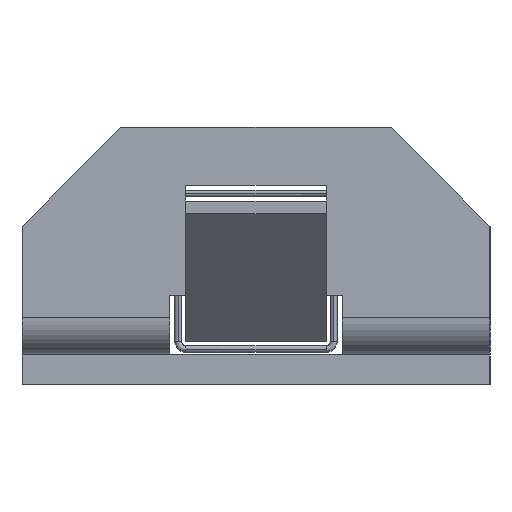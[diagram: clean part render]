
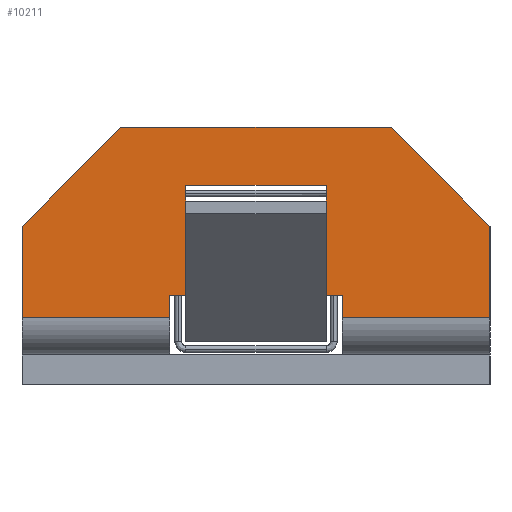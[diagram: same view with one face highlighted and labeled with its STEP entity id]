
A CAD part, left-side view. The second image highlights one B-rep face of the part: STEP entity #10211.
In plain terms, the highlighted free-form (B-spline) face has degree [1, 1] with [2, 2] control points.
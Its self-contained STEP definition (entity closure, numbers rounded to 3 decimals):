
#9878 = VERTEX_POINT('',#9879);
#9879 = CARTESIAN_POINT('',(-27.015,15.008,
    11.766));
#9884 = EDGE_CURVE('',#9885,#9878,#9887,.T.);
#9885 = VERTEX_POINT('',#9886);
#9886 = CARTESIAN_POINT('',(-27.015,15.008,
    5.736));
#9887 = B_SPLINE_CURVE_WITH_KNOTS('',1,(#9888,#9889),.UNSPECIFIED.,.F.,
  .F.,(2,2),(-11.371,-4.992),.PIECEWISE_BEZIER_KNOTS.);
#9888 = CARTESIAN_POINT('',(-27.015,15.008,
    5.736));
#9889 = CARTESIAN_POINT('',(-27.015,15.008,
    11.766));
#10039 = VERTEX_POINT('',#10040);
#10040 = CARTESIAN_POINT('',(-27.015,6.003,
    5.736));
#10045 = EDGE_CURVE('',#10046,#10039,#10048,.T.);
#10046 = VERTEX_POINT('',#10047);
#10047 = CARTESIAN_POINT('',(-27.015,6.003,
    11.766));
#10048 = B_SPLINE_CURVE_WITH_KNOTS('',1,(#10049,#10050),.UNSPECIFIED.,
  .F.,.F.,(2,2),(-6.379,0.),.PIECEWISE_BEZIER_KNOTS.);
#10049 = CARTESIAN_POINT('',(-27.015,6.003,
    11.766));
#10050 = CARTESIAN_POINT('',(-27.015,6.003,
    5.736));
#10211 = ADVANCED_FACE('',(#10212),#10310,.F.);
#10212 = FACE_BOUND('',#10213,.T.);
#10213 = EDGE_LOOP('',(#10214,#10223,#10230,#10237,#10244,#10251,#10256,
    #10257,#10264,#10271,#10276,#10277,#10284,#10291,#10298,#10305));
#10214 = ORIENTED_EDGE('',*,*,#10215,.T.);
#10215 = EDGE_CURVE('',#10216,#10218,#10220,.T.);
#10216 = VERTEX_POINT('',#10217);
#10217 = CARTESIAN_POINT('',(-27.015,1.829,
    16.486));
#10218 = VERTEX_POINT('',#10219);
#10219 = CARTESIAN_POINT('',(-27.015,19.183,
    16.486));
#10220 = B_SPLINE_CURVE_WITH_KNOTS('',1,(#10221,#10222),.UNSPECIFIED.,
  .F.,.F.,(2,2),(-4.415,13.94),.PIECEWISE_BEZIER_KNOTS.);
#10221 = CARTESIAN_POINT('',(-27.015,1.829,
    16.486));
#10222 = CARTESIAN_POINT('',(-27.015,19.183,
    16.486));
#10223 = ORIENTED_EDGE('',*,*,#10224,.T.);
#10224 = EDGE_CURVE('',#10218,#10225,#10227,.T.);
#10225 = VERTEX_POINT('',#10226);
#10226 = CARTESIAN_POINT('',(-27.015,25.514,
    10.155));
#10227 = B_SPLINE_CURVE_WITH_KNOTS('',1,(#10228,#10229),.UNSPECIFIED.,
  .F.,.F.,(2,2),(-9.471,0.),.PIECEWISE_BEZIER_KNOTS.);
#10228 = CARTESIAN_POINT('',(-27.015,19.183,
    16.486));
#10229 = CARTESIAN_POINT('',(-27.015,25.514,
    10.155));
#10230 = ORIENTED_EDGE('',*,*,#10231,.F.);
#10231 = EDGE_CURVE('',#10232,#10225,#10234,.T.);
#10232 = VERTEX_POINT('',#10233);
#10233 = CARTESIAN_POINT('',(-27.015,25.514,
    4.295));
#10234 = B_SPLINE_CURVE_WITH_KNOTS('',1,(#10235,#10236),.UNSPECIFIED.,
  .F.,.F.,(2,2),(-12.895,-6.697),.PIECEWISE_BEZIER_KNOTS.);
#10235 = CARTESIAN_POINT('',(-27.015,25.514,
    4.295));
#10236 = CARTESIAN_POINT('',(-27.015,25.514,
    10.155));
#10237 = ORIENTED_EDGE('',*,*,#10238,.T.);
#10238 = EDGE_CURVE('',#10232,#10239,#10241,.T.);
#10239 = VERTEX_POINT('',#10240);
#10240 = CARTESIAN_POINT('',(-27.015,16.031,
    4.295));
#10241 = B_SPLINE_CURVE_WITH_KNOTS('',1,(#10242,#10243),.UNSPECIFIED.,
  .F.,.F.,(2,2),(-0.,10.031),.PIECEWISE_BEZIER_KNOTS.);
#10242 = CARTESIAN_POINT('',(-27.015,25.514,
    4.295));
#10243 = CARTESIAN_POINT('',(-27.015,16.031,
    4.295));
#10244 = ORIENTED_EDGE('',*,*,#10245,.T.);
#10245 = EDGE_CURVE('',#10239,#10246,#10248,.T.);
#10246 = VERTEX_POINT('',#10247);
#10247 = CARTESIAN_POINT('',(-27.015,16.031,
    5.736));
#10248 = B_SPLINE_CURVE_WITH_KNOTS('',1,(#10249,#10250),.UNSPECIFIED.,
  .F.,.F.,(2,2),(-12.895,-11.371),.PIECEWISE_BEZIER_KNOTS.);
#10249 = CARTESIAN_POINT('',(-27.015,16.031,
    4.295));
#10250 = CARTESIAN_POINT('',(-27.015,16.031,
    5.736));
#10251 = ORIENTED_EDGE('',*,*,#10252,.T.);
#10252 = EDGE_CURVE('',#10246,#9885,#10253,.T.);
#10253 = B_SPLINE_CURVE_WITH_KNOTS('',1,(#10254,#10255),.UNSPECIFIED.,
  .F.,.F.,(2,2),(-0.,1.082),.PIECEWISE_BEZIER_KNOTS.);
#10254 = CARTESIAN_POINT('',(-27.015,16.031,
    5.736));
#10255 = CARTESIAN_POINT('',(-27.015,15.008,
    5.736));
#10256 = ORIENTED_EDGE('',*,*,#9884,.T.);
#10257 = ORIENTED_EDGE('',*,*,#10258,.T.);
#10258 = EDGE_CURVE('',#9878,#10259,#10261,.T.);
#10259 = VERTEX_POINT('',#10260);
#10260 = CARTESIAN_POINT('',(-27.015,15.008,
    12.792));
#10261 = B_SPLINE_CURVE_WITH_KNOTS('',1,(#10262,#10263),.UNSPECIFIED.,
  .F.,.F.,(2,2),(0.,1.085),
  .PIECEWISE_BEZIER_KNOTS.);
#10262 = CARTESIAN_POINT('',(-27.015,15.008,
    11.766));
#10263 = CARTESIAN_POINT('',(-27.015,15.008,
    12.792));
#10264 = ORIENTED_EDGE('',*,*,#10265,.F.);
#10265 = EDGE_CURVE('',#10266,#10259,#10268,.T.);
#10266 = VERTEX_POINT('',#10267);
#10267 = CARTESIAN_POINT('',(-27.015,6.003,
    12.792));
#10268 = B_SPLINE_CURVE_WITH_KNOTS('',1,(#10269,#10270),.UNSPECIFIED.,
  .F.,.F.,(2,2),(0.,9.525),.PIECEWISE_BEZIER_KNOTS.);
#10269 = CARTESIAN_POINT('',(-27.015,6.003,
    12.792));
#10270 = CARTESIAN_POINT('',(-27.015,15.008,
    12.792));
#10271 = ORIENTED_EDGE('',*,*,#10272,.F.);
#10272 = EDGE_CURVE('',#10046,#10266,#10273,.T.);
#10273 = B_SPLINE_CURVE_WITH_KNOTS('',1,(#10274,#10275),.UNSPECIFIED.,
  .F.,.F.,(2,2),(0.,1.085),.PIECEWISE_BEZIER_KNOTS.);
#10274 = CARTESIAN_POINT('',(-27.015,6.003,
    11.766));
#10275 = CARTESIAN_POINT('',(-27.015,6.003,
    12.792));
#10276 = ORIENTED_EDGE('',*,*,#10045,.T.);
#10277 = ORIENTED_EDGE('',*,*,#10278,.F.);
#10278 = EDGE_CURVE('',#10279,#10039,#10281,.T.);
#10279 = VERTEX_POINT('',#10280);
#10280 = CARTESIAN_POINT('',(-27.015,4.98,
    5.736));
#10281 = B_SPLINE_CURVE_WITH_KNOTS('',1,(#10282,#10283),.UNSPECIFIED.,
  .F.,.F.,(2,2),(0.,1.082),.PIECEWISE_BEZIER_KNOTS.);
#10282 = CARTESIAN_POINT('',(-27.015,4.98,
    5.736));
#10283 = CARTESIAN_POINT('',(-27.015,6.003,
    5.736));
#10284 = ORIENTED_EDGE('',*,*,#10285,.T.);
#10285 = EDGE_CURVE('',#10279,#10286,#10288,.T.);
#10286 = VERTEX_POINT('',#10287);
#10287 = CARTESIAN_POINT('',(-27.015,4.98,
    4.295));
#10288 = B_SPLINE_CURVE_WITH_KNOTS('',1,(#10289,#10290),.UNSPECIFIED.,
  .F.,.F.,(2,2),(-1.524,0.),.PIECEWISE_BEZIER_KNOTS.);
#10289 = CARTESIAN_POINT('',(-27.015,4.98,
    5.736));
#10290 = CARTESIAN_POINT('',(-27.015,4.98,
    4.295));
#10291 = ORIENTED_EDGE('',*,*,#10292,.F.);
#10292 = EDGE_CURVE('',#10293,#10286,#10295,.T.);
#10293 = VERTEX_POINT('',#10294);
#10294 = CARTESIAN_POINT('',(-27.015,-4.502,
    4.295));
#10295 = B_SPLINE_CURVE_WITH_KNOTS('',1,(#10296,#10297),.UNSPECIFIED.,
  .F.,.F.,(2,2),(0.,10.031),.PIECEWISE_BEZIER_KNOTS.);
#10296 = CARTESIAN_POINT('',(-27.015,-4.502,
    4.295));
#10297 = CARTESIAN_POINT('',(-27.015,4.98,
    4.295));
#10298 = ORIENTED_EDGE('',*,*,#10299,.F.);
#10299 = EDGE_CURVE('',#10300,#10293,#10302,.T.);
#10300 = VERTEX_POINT('',#10301);
#10301 = CARTESIAN_POINT('',(-27.015,-4.502,
    10.155));
#10302 = B_SPLINE_CURVE_WITH_KNOTS('',1,(#10303,#10304),.UNSPECIFIED.,
  .F.,.F.,(2,2),(-6.198,0.),.PIECEWISE_BEZIER_KNOTS.);
#10303 = CARTESIAN_POINT('',(-27.015,-4.502,
    10.155));
#10304 = CARTESIAN_POINT('',(-27.015,-4.502,
    4.295));
#10305 = ORIENTED_EDGE('',*,*,#10306,.T.);
#10306 = EDGE_CURVE('',#10300,#10216,#10307,.T.);
#10307 = B_SPLINE_CURVE_WITH_KNOTS('',1,(#10308,#10309),.UNSPECIFIED.,
  .F.,.F.,(2,2),(0.,9.471),.PIECEWISE_BEZIER_KNOTS.);
#10308 = CARTESIAN_POINT('',(-27.015,-4.502,
    10.155));
#10309 = CARTESIAN_POINT('',(-27.015,1.829,
    16.486));
#10310 = B_SPLINE_SURFACE_WITH_KNOTS('',1,1,(
    (#10311,#10312)
    ,(#10313,#10314
    )),.UNSPECIFIED.,.F.,.F.,.F.,(2,2),(2,2),(-4.992,7.903),(
    -11.113,20.638),.PIECEWISE_BEZIER_KNOTS.);
#10311 = CARTESIAN_POINT('',(-27.015,-4.502,
    16.486));
#10312 = CARTESIAN_POINT('',(-27.015,25.514,
    16.486));
#10313 = CARTESIAN_POINT('',(-27.015,-4.502,
    4.295));
#10314 = CARTESIAN_POINT('',(-27.015,25.514,
    4.295));
